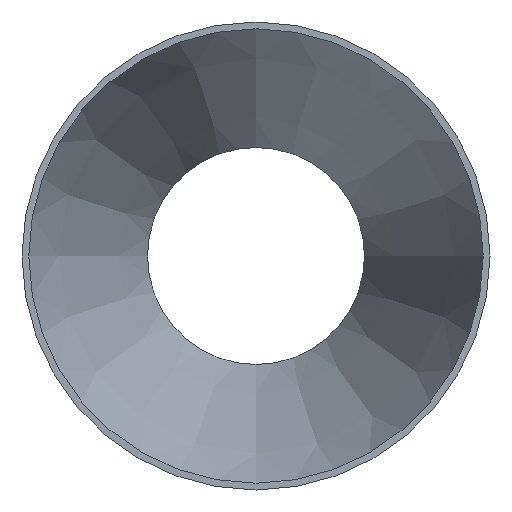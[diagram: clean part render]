
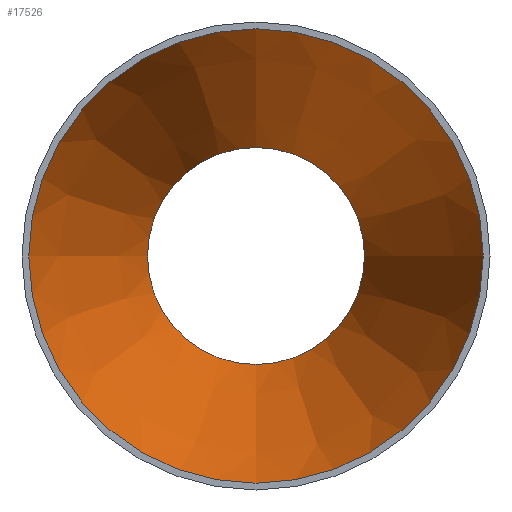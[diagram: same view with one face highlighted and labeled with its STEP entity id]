
A CAD part, front view. The second image highlights one B-rep face of the part: STEP entity #17526.
In plain terms, the highlighted conical face has half-angle 20.075 degrees and reference radius 106.356 mm.
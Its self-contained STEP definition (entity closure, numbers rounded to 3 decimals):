
#4031 = ORIENTED_EDGE ( 'NONE', *, *, #25569, .F. ) ;
#4480 = DIRECTION ( 'NONE',  ( 0., -1., 0. ) ) ;
#6860 = CONICAL_SURFACE ( 'NONE', #17891, 106.356, 0.35 ) ;
#8318 = EDGE_LOOP ( 'NONE', ( #4031 ) ) ;
#8668 = CARTESIAN_POINT ( 'NONE',  ( 0., 0., -106.356 ) ) ;
#10693 = ORIENTED_EDGE ( 'NONE', *, *, #11269, .T. ) ;
#11269 = EDGE_CURVE ( 'NONE', #19571, #19571, #12767, .T. ) ;
#12767 = CIRCLE ( 'NONE', #14501, 106.356 ) ;
#14501 = AXIS2_PLACEMENT_3D ( 'NONE', #19207, #28158, #30346 ) ;
#16311 = VERTEX_POINT ( 'NONE', #30721 ) ;
#17526 = ADVANCED_FACE ( 'NONE', ( #32720, #24498 ), #6860, .F. ) ;
#17891 = AXIS2_PLACEMENT_3D ( 'NONE', #29812, #4480, #18494 ) ;
#18297 = DIRECTION ( 'NONE',  ( 0., 0., -1. ) ) ;
#18494 = DIRECTION ( 'NONE',  ( 0., 0., -1. ) ) ;
#19207 = CARTESIAN_POINT ( 'NONE',  ( 0., 0., 0. ) ) ;
#19571 = VERTEX_POINT ( 'NONE', #8668 ) ;
#21389 = CARTESIAN_POINT ( 'NONE',  ( 0., 152., 0. ) ) ;
#24498 = FACE_OUTER_BOUND ( 'NONE', #24713, .T. ) ;
#24713 = EDGE_LOOP ( 'NONE', ( #10693 ) ) ;
#25569 = EDGE_CURVE ( 'NONE', #16311, #16311, #28614, .T. ) ;
#28158 = DIRECTION ( 'NONE',  ( 0., -1., 0. ) ) ;
#28614 = CIRCLE ( 'NONE', #35012, 50.806 ) ;
#29812 = CARTESIAN_POINT ( 'NONE',  ( 0., 0., 0. ) ) ;
#30346 = DIRECTION ( 'NONE',  ( 0., 0., -1. ) ) ;
#30721 = CARTESIAN_POINT ( 'NONE',  ( 0., 152., -50.806 ) ) ;
#32705 = DIRECTION ( 'NONE',  ( 0., -1., 0. ) ) ;
#32720 = FACE_BOUND ( 'NONE', #8318, .T. ) ;
#35012 = AXIS2_PLACEMENT_3D ( 'NONE', #21389, #32705, #18297 ) ;
